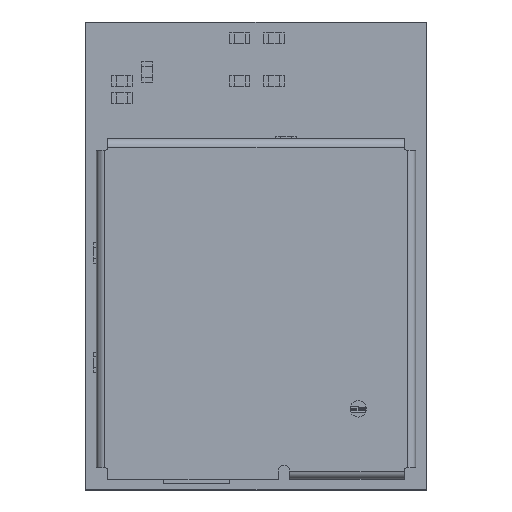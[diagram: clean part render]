
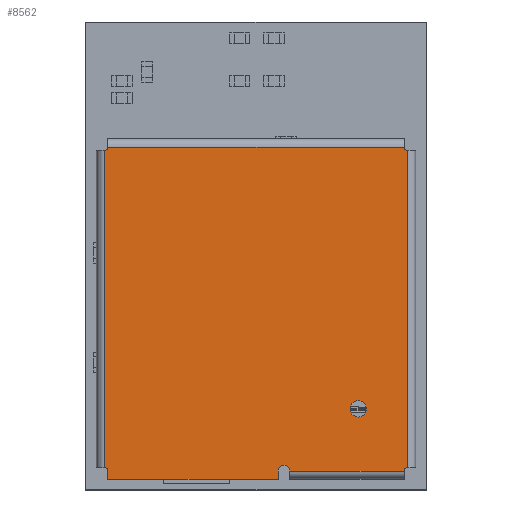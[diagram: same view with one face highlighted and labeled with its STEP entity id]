
A CAD part, top view. The second image highlights one B-rep face of the part: STEP entity #8562.
In plain terms, the highlighted planar face has unit normal (0, 0, 1).
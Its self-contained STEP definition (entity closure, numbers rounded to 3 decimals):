
#8327 = VERTEX_POINT('',#8328);
#8328 = CARTESIAN_POINT('',(8.075,2.477,1.35
    ));
#8334 = EDGE_CURVE('',#8335,#8327,#8337,.T.);
#8335 = VERTEX_POINT('',#8336);
#8336 = CARTESIAN_POINT('',(8.575,2.477,1.35)
  );
#8337 = CIRCLE('',#8338,0.25);
#8338 = AXIS2_PLACEMENT_3D('',#8339,#8340,#8341);
#8339 = CARTESIAN_POINT('',(8.325,2.477,1.35)
  );
#8340 = DIRECTION('',(0.,0.,1.));
#8341 = DIRECTION('',(-1.,0.,0.));
#8562 = ADVANCED_FACE('',(#8563,#8573),#8676,.T.);
#8563 = FACE_BOUND('',#8564,.T.);
#8564 = EDGE_LOOP('',(#8565,#8572));
#8565 = ORIENTED_EDGE('',*,*,#8566,.F.);
#8566 = EDGE_CURVE('',#8327,#8335,#8567,.T.);
#8567 = CIRCLE('',#8568,0.25);
#8568 = AXIS2_PLACEMENT_3D('',#8569,#8570,#8571);
#8569 = CARTESIAN_POINT('',(8.325,2.477,1.35)
  );
#8570 = DIRECTION('',(0.,0.,1.));
#8571 = DIRECTION('',(-1.,0.,0.));
#8572 = ORIENTED_EDGE('',*,*,#8334,.F.);
#8573 = FACE_BOUND('',#8574,.T.);
#8574 = EDGE_LOOP('',(#8575,#8585,#8594,#8602,#8611,#8619,#8627,#8635,
    #8644,#8652,#8661,#8669));
#8575 = ORIENTED_EDGE('',*,*,#8576,.F.);
#8576 = EDGE_CURVE('',#8577,#8579,#8581,.T.);
#8577 = VERTEX_POINT('',#8578);
#8578 = CARTESIAN_POINT('',(0.675,10.477,
    1.35));
#8579 = VERTEX_POINT('',#8580);
#8580 = CARTESIAN_POINT('',(9.725,10.477,
    1.35));
#8581 = LINE('',#8582,#8583);
#8582 = CARTESIAN_POINT('',(9.825,10.477,
    1.35));
#8583 = VECTOR('',#8584,1.);
#8584 = DIRECTION('',(1.,0.,0.));
#8585 = ORIENTED_EDGE('',*,*,#8586,.F.);
#8586 = EDGE_CURVE('',#8587,#8577,#8589,.T.);
#8587 = VERTEX_POINT('',#8588);
#8588 = CARTESIAN_POINT('',(0.575,10.377,
    1.35));
#8589 = CIRCLE('',#8590,0.1);
#8590 = AXIS2_PLACEMENT_3D('',#8591,#8592,#8593);
#8591 = CARTESIAN_POINT('',(0.575,10.477,
    1.35));
#8592 = DIRECTION('',(0.,0.,1.));
#8593 = DIRECTION('',(-1.,0.,0.));
#8594 = ORIENTED_EDGE('',*,*,#8595,.F.);
#8595 = EDGE_CURVE('',#8596,#8587,#8598,.T.);
#8596 = VERTEX_POINT('',#8597);
#8597 = CARTESIAN_POINT('',(0.575,0.677,1.35
    ));
#8598 = LINE('',#8599,#8600);
#8599 = CARTESIAN_POINT('',(0.575,10.477,
    1.35));
#8600 = VECTOR('',#8601,1.);
#8601 = DIRECTION('',(0.,1.,0.));
#8602 = ORIENTED_EDGE('',*,*,#8603,.F.);
#8603 = EDGE_CURVE('',#8604,#8596,#8606,.T.);
#8604 = VERTEX_POINT('',#8605);
#8605 = CARTESIAN_POINT('',(0.675,0.577,1.35
    ));
#8606 = CIRCLE('',#8607,0.1);
#8607 = AXIS2_PLACEMENT_3D('',#8608,#8609,#8610);
#8608 = CARTESIAN_POINT('',(0.575,0.577,1.35
    ));
#8609 = DIRECTION('',(0.,0.,1.));
#8610 = DIRECTION('',(-1.,0.,0.));
#8611 = ORIENTED_EDGE('',*,*,#8612,.F.);
#8612 = EDGE_CURVE('',#8613,#8604,#8615,.T.);
#8613 = VERTEX_POINT('',#8614);
#8614 = CARTESIAN_POINT('',(0.675,0.327,1.35)
  );
#8615 = LINE('',#8616,#8617);
#8616 = CARTESIAN_POINT('',(0.675,0.327,1.35)
  );
#8617 = VECTOR('',#8618,1.);
#8618 = DIRECTION('',(0.,1.,0.));
#8619 = ORIENTED_EDGE('',*,*,#8620,.F.);
#8620 = EDGE_CURVE('',#8621,#8613,#8623,.T.);
#8621 = VERTEX_POINT('',#8622);
#8622 = CARTESIAN_POINT('',(5.875,0.327,1.35)
  );
#8623 = LINE('',#8624,#8625);
#8624 = CARTESIAN_POINT('',(9.825,0.327,1.35)
  );
#8625 = VECTOR('',#8626,1.);
#8626 = DIRECTION('',(-1.,0.,0.));
#8627 = ORIENTED_EDGE('',*,*,#8628,.F.);
#8628 = EDGE_CURVE('',#8629,#8621,#8631,.T.);
#8629 = VERTEX_POINT('',#8630);
#8630 = CARTESIAN_POINT('',(5.875,0.577,1.35
    ));
#8631 = LINE('',#8632,#8633);
#8632 = CARTESIAN_POINT('',(5.875,10.477,
    1.35));
#8633 = VECTOR('',#8634,1.);
#8634 = DIRECTION('',(0.,-1.,0.));
#8635 = ORIENTED_EDGE('',*,*,#8636,.T.);
#8636 = EDGE_CURVE('',#8629,#8637,#8639,.T.);
#8637 = VERTEX_POINT('',#8638);
#8638 = CARTESIAN_POINT('',(6.235,0.577,1.35
    ));
#8639 = CIRCLE('',#8640,0.18);
#8640 = AXIS2_PLACEMENT_3D('',#8641,#8642,#8643);
#8641 = CARTESIAN_POINT('',(6.055,0.577,1.35)
  );
#8642 = DIRECTION('',(0.,0.,-1.));
#8643 = DIRECTION('',(-1.,0.,0.));
#8644 = ORIENTED_EDGE('',*,*,#8645,.T.);
#8645 = EDGE_CURVE('',#8637,#8646,#8648,.T.);
#8646 = VERTEX_POINT('',#8647);
#8647 = CARTESIAN_POINT('',(9.725,0.577,1.35
    ));
#8648 = LINE('',#8649,#8650);
#8649 = CARTESIAN_POINT('',(9.825,0.577,1.35
    ));
#8650 = VECTOR('',#8651,1.);
#8651 = DIRECTION('',(1.,0.,0.));
#8652 = ORIENTED_EDGE('',*,*,#8653,.F.);
#8653 = EDGE_CURVE('',#8654,#8646,#8656,.T.);
#8654 = VERTEX_POINT('',#8655);
#8655 = CARTESIAN_POINT('',(9.825,0.677,1.35
    ));
#8656 = CIRCLE('',#8657,0.1);
#8657 = AXIS2_PLACEMENT_3D('',#8658,#8659,#8660);
#8658 = CARTESIAN_POINT('',(9.825,0.577,1.35
    ));
#8659 = DIRECTION('',(0.,0.,1.));
#8660 = DIRECTION('',(-1.,0.,0.));
#8661 = ORIENTED_EDGE('',*,*,#8662,.F.);
#8662 = EDGE_CURVE('',#8663,#8654,#8665,.T.);
#8663 = VERTEX_POINT('',#8664);
#8664 = CARTESIAN_POINT('',(9.825,10.377,
    1.35));
#8665 = LINE('',#8666,#8667);
#8666 = CARTESIAN_POINT('',(9.825,10.477,
    1.35));
#8667 = VECTOR('',#8668,1.);
#8668 = DIRECTION('',(0.,-1.,0.));
#8669 = ORIENTED_EDGE('',*,*,#8670,.F.);
#8670 = EDGE_CURVE('',#8579,#8663,#8671,.T.);
#8671 = CIRCLE('',#8672,0.1);
#8672 = AXIS2_PLACEMENT_3D('',#8673,#8674,#8675);
#8673 = CARTESIAN_POINT('',(9.825,10.477,
    1.35));
#8674 = DIRECTION('',(0.,0.,1.));
#8675 = DIRECTION('',(-1.,0.,0.));
#8676 = PLANE('',#8677);
#8677 = AXIS2_PLACEMENT_3D('',#8678,#8679,#8680);
#8678 = CARTESIAN_POINT('',(9.825,10.477,
    1.35));
#8679 = DIRECTION('',(0.,0.,1.));
#8680 = DIRECTION('',(-1.,0.,0.));
